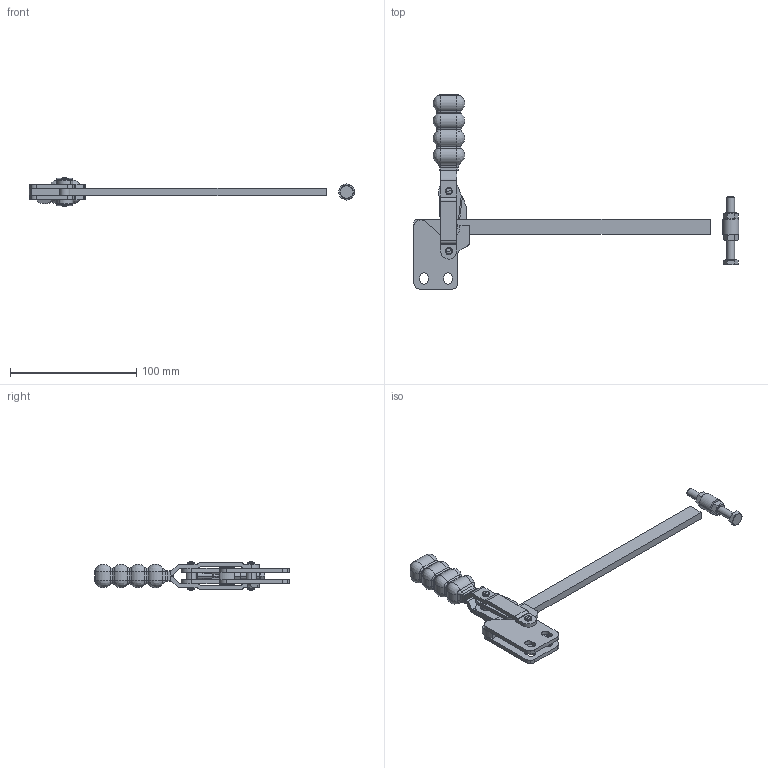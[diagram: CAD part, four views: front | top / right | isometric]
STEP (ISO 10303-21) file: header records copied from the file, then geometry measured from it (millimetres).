
FILE_DESCRIPTION((''),'2;1');
FILE_NAME('MG3-200.stp','2009-11-24T15:38:42',('David'),(''),'Autodesk Inventor 8','Autodesk Inventor 8','');
FILE_SCHEMA(('AUTOMOTIVE_DESIGN { 1 0 10303 214 1 1 1 1 }'));
Length unit declared in the file: millimetre
Products named in the file (7): MG3-200; MG3 SIDEPLATE ASSEMBLY; MG3 BAR-200; MG3 HANDLE ASSEMBLY; MG3 LINK ASSEMBLY; MG3 BOSS ASSEMBLY; ISO 4017  (Regular Thread) M6 x 50
Assembly tree (6 placements, depth 2):
  MG3-200
    MG3 SIDEPLATE ASSEMBLY
    MG3 BAR-200
    MG3 HANDLE ASSEMBLY
    MG3 LINK ASSEMBLY
    MG3 BOSS ASSEMBLY
    ISO 4017  (Regular Thread) M6 x 50
Bounding box: 258.19 x 154.23 x 22.7 mm (x, y, z)
Volume: 61373.4 mm3; surface area: 34334.6 mm2
Topology: 6 solids, 7 shells, 414 faces, 1023 edges, 633 vertices
Faces by surface type: cylinder 152, plane 116, bspline 96, cone 30, torus 16, sphere 4
Entity records: 15934 total; most frequent: CARTESIAN_POINT 6068, DIRECTION 2104, ORIENTED_EDGE 2030, EDGE_CURVE 1015, AXIS2_PLACEMENT_3D 826, VERTEX_POINT 633, CIRCLE 495, EDGE_LOOP 458
